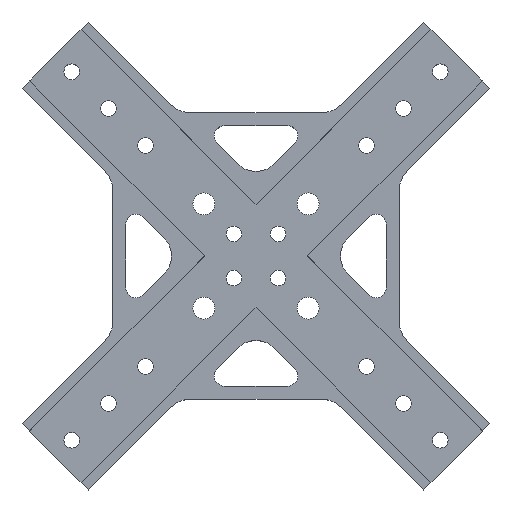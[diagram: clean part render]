
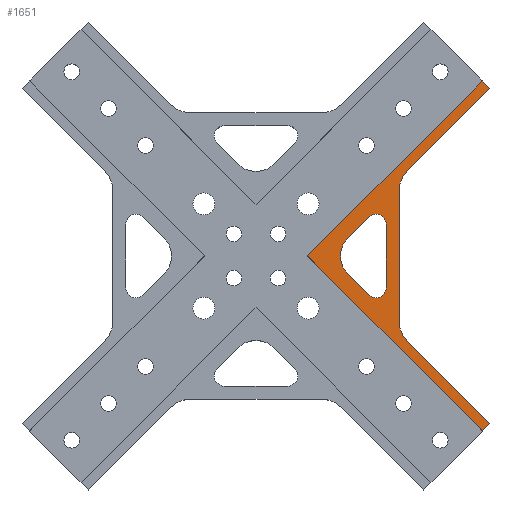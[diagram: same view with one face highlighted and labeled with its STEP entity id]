
A CAD part, top view. The second image highlights one B-rep face of the part: STEP entity #1651.
In plain terms, the highlighted planar face has unit normal (0, 0, 1).
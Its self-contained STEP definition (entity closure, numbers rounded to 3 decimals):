
#39=FACE_BOUND('',#222,.T.);
#73=PLANE('',#1772);
#119=FACE_OUTER_BOUND('',#221,.T.);
#221=EDGE_LOOP('',(#1205,#1206,#1207,#1208,#1209,#1210,#1211,#1212,#1213));
#222=EDGE_LOOP('',(#1214,#1215,#1216,#1217,#1218,#1219));
#328=LINE('',#2426,#488);
#349=LINE('',#2500,#509);
#367=LINE('',#2536,#527);
#368=LINE('',#2540,#528);
#369=LINE('',#2543,#529);
#370=LINE('',#2545,#530);
#371=LINE('',#2546,#531);
#372=LINE('',#2549,#532);
#373=LINE('',#2553,#533);
#374=LINE('',#2557,#534);
#488=VECTOR('',#1938,10.);
#509=VECTOR('',#1995,10.);
#527=VECTOR('',#2021,10.);
#528=VECTOR('',#2024,10.);
#529=VECTOR('',#2027,10.);
#530=VECTOR('',#2028,10.);
#531=VECTOR('',#2029,10.);
#532=VECTOR('',#2030,10.);
#533=VECTOR('',#2033,10.);
#534=VECTOR('',#2036,10.);
#665=CIRCLE('',#1773,5.);
#666=CIRCLE('',#1774,5.);
#667=CIRCLE('',#1775,2.);
#668=CIRCLE('',#1776,2.);
#669=CIRCLE('',#1777,5.);
#732=VERTEX_POINT('',#2423);
#733=VERTEX_POINT('',#2425);
#767=VERTEX_POINT('',#2497);
#768=VERTEX_POINT('',#2499);
#782=VERTEX_POINT('',#2535);
#783=VERTEX_POINT('',#2537);
#784=VERTEX_POINT('',#2539);
#785=VERTEX_POINT('',#2541);
#786=VERTEX_POINT('',#2544);
#787=VERTEX_POINT('',#2547);
#788=VERTEX_POINT('',#2548);
#789=VERTEX_POINT('',#2550);
#790=VERTEX_POINT('',#2552);
#791=VERTEX_POINT('',#2554);
#792=VERTEX_POINT('',#2556);
#896=EDGE_CURVE('',#733,#732,#328,.T.);
#933=EDGE_CURVE('',#768,#767,#349,.T.);
#951=EDGE_CURVE('',#767,#782,#367,.T.);
#952=EDGE_CURVE('',#783,#782,#665,.T.);
#953=EDGE_CURVE('',#783,#784,#368,.T.);
#954=EDGE_CURVE('',#785,#784,#666,.T.);
#955=EDGE_CURVE('',#785,#733,#369,.T.);
#956=EDGE_CURVE('',#732,#786,#370,.T.);
#957=EDGE_CURVE('',#786,#768,#371,.T.);
#958=EDGE_CURVE('',#787,#788,#372,.T.);
#959=EDGE_CURVE('',#788,#789,#667,.F.);
#960=EDGE_CURVE('',#789,#790,#373,.T.);
#961=EDGE_CURVE('',#790,#791,#668,.F.);
#962=EDGE_CURVE('',#791,#792,#374,.T.);
#963=EDGE_CURVE('',#792,#787,#669,.F.);
#1205=ORIENTED_EDGE('',*,*,#933,.T.);
#1206=ORIENTED_EDGE('',*,*,#951,.T.);
#1207=ORIENTED_EDGE('',*,*,#952,.F.);
#1208=ORIENTED_EDGE('',*,*,#953,.T.);
#1209=ORIENTED_EDGE('',*,*,#954,.F.);
#1210=ORIENTED_EDGE('',*,*,#955,.T.);
#1211=ORIENTED_EDGE('',*,*,#896,.T.);
#1212=ORIENTED_EDGE('',*,*,#956,.T.);
#1213=ORIENTED_EDGE('',*,*,#957,.T.);
#1214=ORIENTED_EDGE('',*,*,#958,.T.);
#1215=ORIENTED_EDGE('',*,*,#959,.T.);
#1216=ORIENTED_EDGE('',*,*,#960,.T.);
#1217=ORIENTED_EDGE('',*,*,#961,.T.);
#1218=ORIENTED_EDGE('',*,*,#962,.T.);
#1219=ORIENTED_EDGE('',*,*,#963,.T.);
#1651=ADVANCED_FACE('',(#119,#39),#73,.T.);
#1772=AXIS2_PLACEMENT_3D('',#2534,#2019,#2020);
#1773=AXIS2_PLACEMENT_3D('',#2538,#2022,#2023);
#1774=AXIS2_PLACEMENT_3D('',#2542,#2025,#2026);
#1775=AXIS2_PLACEMENT_3D('',#2551,#2031,#2032);
#1776=AXIS2_PLACEMENT_3D('',#2555,#2034,#2035);
#1777=AXIS2_PLACEMENT_3D('',#2558,#2037,#2038);
#1938=DIRECTION('',(-0.707,0.707,0.));
#1995=DIRECTION('',(0.707,0.707,0.));
#2019=DIRECTION('center_axis',(0.,0.,1.));
#2020=DIRECTION('ref_axis',(1.,0.,0.));
#2021=DIRECTION('',(-0.707,0.707,0.));
#2022=DIRECTION('center_axis',(0.,0.,1.));
#2023=DIRECTION('ref_axis',(-0.924,-0.383,0.));
#2024=DIRECTION('',(0.,1.,0.));
#2025=DIRECTION('center_axis',(0.,0.,1.));
#2026=DIRECTION('ref_axis',(-0.924,0.383,0.));
#2027=DIRECTION('',(0.707,0.707,0.));
#2028=DIRECTION('',(-0.707,-0.707,0.));
#2029=DIRECTION('',(0.707,-0.707,0.));
#2030=DIRECTION('',(0.707,0.707,0.));
#2031=DIRECTION('center_axis',(0.,0.,1.));
#2032=DIRECTION('ref_axis',(1.,0.,0.));
#2033=DIRECTION('',(0.,-1.,0.));
#2034=DIRECTION('center_axis',(0.,0.,1.));
#2035=DIRECTION('ref_axis',(-0.707,-0.707,0.));
#2036=DIRECTION('',(-0.707,0.707,0.));
#2037=DIRECTION('center_axis',(0.,0.,1.));
#2038=DIRECTION('ref_axis',(-0.707,0.707,0.));
#2423=CARTESIAN_POINT('',(443.478,233.578,11.48));
#2425=CARTESIAN_POINT('',(444.892,232.164,11.48));
#2426=CARTESIAN_POINT('',(420.015,257.041,11.48));
#2497=CARTESIAN_POINT('',(444.892,167.836,11.48));
#2499=CARTESIAN_POINT('',(443.478,166.422,11.48));
#2500=CARTESIAN_POINT('',(440.649,163.593,11.48));
#2534=CARTESIAN_POINT('Origin',(356.61,243.39,11.48));
#2535=CARTESIAN_POINT('',(428.964,183.763,11.48));
#2536=CARTESIAN_POINT('',(372.619,240.109,11.48));
#2537=CARTESIAN_POINT('',(427.5,187.299,11.48));
#2538=CARTESIAN_POINT('Origin',(432.5,187.299,11.48));
#2539=CARTESIAN_POINT('',(427.5,212.701,11.48));
#2540=CARTESIAN_POINT('',(427.5,214.595,11.48));
#2541=CARTESIAN_POINT('',(428.964,216.237,11.48));
#2542=CARTESIAN_POINT('Origin',(432.5,212.701,11.48));
#2543=CARTESIAN_POINT('',(418.414,205.686,11.48));
#2544=CARTESIAN_POINT('',(409.899,200.,11.48));
#2545=CARTESIAN_POINT('',(402.828,192.929,11.48));
#2546=CARTESIAN_POINT('',(385.376,224.524,11.48));
#2547=CARTESIAN_POINT('',(417.678,203.536,11.48));
#2548=CARTESIAN_POINT('',(421.586,207.444,11.48));
#2549=CARTESIAN_POINT('',(412.374,198.232,11.48));
#2550=CARTESIAN_POINT('',(425.,206.029,11.48));
#2551=CARTESIAN_POINT('Origin',(423.,206.029,11.48));
#2552=CARTESIAN_POINT('',(425.,193.971,11.48));
#2553=CARTESIAN_POINT('',(425.,224.71,11.48));
#2554=CARTESIAN_POINT('',(421.586,192.556,11.48));
#2555=CARTESIAN_POINT('Origin',(423.,193.971,11.48));
#2556=CARTESIAN_POINT('',(417.678,196.464,11.48));
#2557=CARTESIAN_POINT('',(392.633,221.509,11.48));
#2558=CARTESIAN_POINT('Origin',(421.213,200.,11.48));
